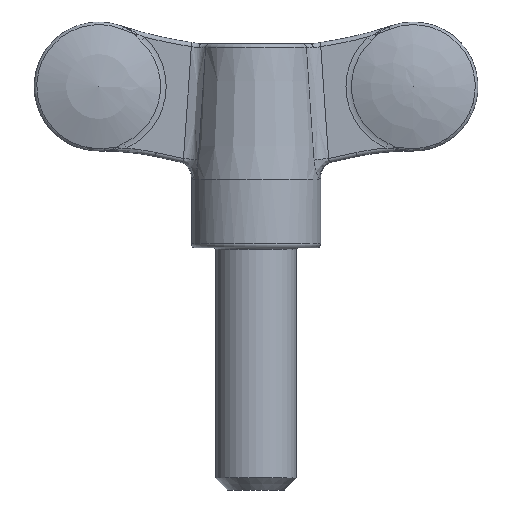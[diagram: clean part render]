
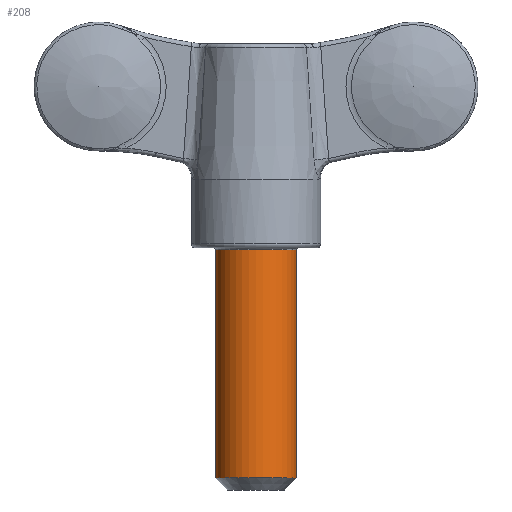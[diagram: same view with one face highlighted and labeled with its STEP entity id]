
A CAD part, front view. The second image highlights one B-rep face of the part: STEP entity #208.
In plain terms, the highlighted cylindrical face has radius 5 mm (diameter 10 mm), a full revolution.
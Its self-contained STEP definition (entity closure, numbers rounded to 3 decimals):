
#208 = ADVANCED_FACE( '', ( #514, #515 ), #516, .T. );
#514 = FACE_OUTER_BOUND( '', #1722, .T. );
#515 = FACE_OUTER_BOUND( '', #1723, .T. );
#516 = CYLINDRICAL_SURFACE( '', #1724, 5. );
#1722 = EDGE_LOOP( '', ( #5107 ) );
#1723 = EDGE_LOOP( '', ( #5108 ) );
#1724 = AXIS2_PLACEMENT_3D( '', #5109, #5110, #5111 );
#5107 = ORIENTED_EDGE( '', *, *, #5866, .T. );
#5108 = ORIENTED_EDGE( '', *, *, #5867, .T. );
#5109 = CARTESIAN_POINT( '', ( 0., 0., -107. ) );
#5110 = DIRECTION( '', ( 0., 0., -1. ) );
#5111 = DIRECTION( '', ( 1., 0., 0. ) );
#5866 = EDGE_CURVE( '', #6334, #6334, #6335, .F. );
#5867 = EDGE_CURVE( '', #6336, #6336, #6337, .T. );
#6334 = VERTEX_POINT( '', #7736 );
#6335 = CIRCLE( '', #7737, 5. );
#6336 = VERTEX_POINT( '', #7738 );
#6337 = CIRCLE( '', #7739, 5. );
#7736 = CARTESIAN_POINT( '', ( 5., 0., -20.2 ) );
#7737 = AXIS2_PLACEMENT_3D( '', #9099, #9100, #9101 );
#7738 = CARTESIAN_POINT( '', ( 5., 0., -48.5 ) );
#7739 = AXIS2_PLACEMENT_3D( '', #9102, #9103, #9104 );
#9099 = CARTESIAN_POINT( '', ( 0., 0., -20.2 ) );
#9100 = DIRECTION( '', ( 0., 0., 1. ) );
#9101 = DIRECTION( '', ( 1., 0., 0. ) );
#9102 = CARTESIAN_POINT( '', ( 0., 0., -48.5 ) );
#9103 = DIRECTION( '', ( 0., 0., 1. ) );
#9104 = DIRECTION( '', ( 1., 0., 0. ) );
